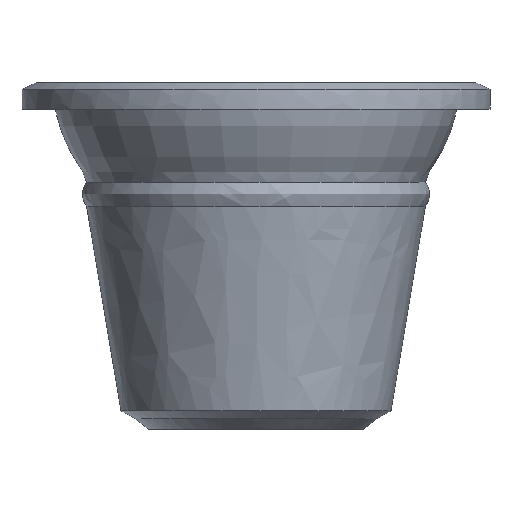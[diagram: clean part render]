
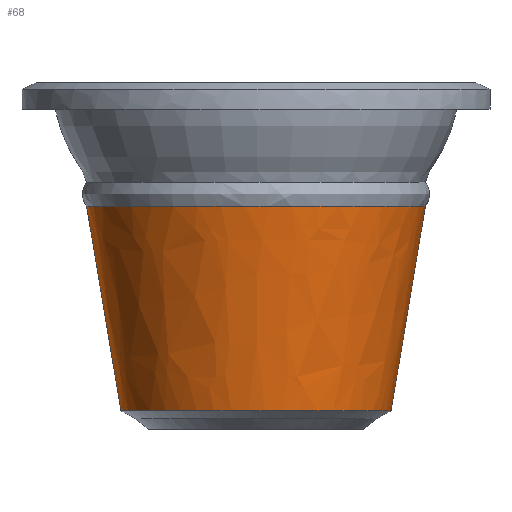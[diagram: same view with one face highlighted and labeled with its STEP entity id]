
A CAD part, front view. The second image highlights one B-rep face of the part: STEP entity #68.
In plain terms, the highlighted free-form (B-spline) face has degree [2, 3] with [5, 4] control points.
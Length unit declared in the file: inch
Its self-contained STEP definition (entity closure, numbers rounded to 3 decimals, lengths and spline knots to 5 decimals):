
#68=ADVANCED_FACE('',(#110),#652,.T.);
#110=FACE_OUTER_BOUND('',#166,.T.);
#166=EDGE_LOOP('',(#312,#313,#314,#315));
#312=ORIENTED_EDGE('',*,*,#454,.T.);
#313=ORIENTED_EDGE('',*,*,#438,.F.);
#314=ORIENTED_EDGE('',*,*,#437,.F.);
#315=ORIENTED_EDGE('',*,*,#453,.F.);
#437=EDGE_CURVE('',#608,#609,#535,.T.);
#438=EDGE_CURVE('',#609,#618,#536,.T.);
#453=EDGE_CURVE('',#617,#608,#551,.T.);
#454=EDGE_CURVE('',#617,#618,#552,.T.);
#535=(
BOUNDED_CURVE()
B_SPLINE_CURVE(3,(#1665,#1666,#1667,#1668),.UNSPECIFIED.,.F.,.F.)
B_SPLINE_CURVE_WITH_KNOTS((4,4),(0.,2.23229),.UNSPECIFIED.)
CURVE()
GEOMETRIC_REPRESENTATION_ITEM()
RATIONAL_B_SPLINE_CURVE((1.,1.,1.,1.))
REPRESENTATION_ITEM('')
);
#536=(
BOUNDED_CURVE()
B_SPLINE_CURVE(2,(#1669,#1670,#1671,#1672,#1673),.UNSPECIFIED.,.F.,.F.)
B_SPLINE_CURVE_WITH_KNOTS((3,2,3),(-11.30973,-8.4823,
-5.65487),.UNSPECIFIED.)
CURVE()
GEOMETRIC_REPRESENTATION_ITEM()
RATIONAL_B_SPLINE_CURVE((1.,0.707,1.,0.707,1.))
REPRESENTATION_ITEM('')
);
#551=(
BOUNDED_CURVE()
B_SPLINE_CURVE(2,(#1740,#1741,#1742,#1743,#1744),.UNSPECIFIED.,.F.,.F.)
B_SPLINE_CURVE_WITH_KNOTS((3,2,3),(4.51133,6.76699,9.02265),
 .UNSPECIFIED.)
CURVE()
GEOMETRIC_REPRESENTATION_ITEM()
RATIONAL_B_SPLINE_CURVE((1.,0.707,1.,0.707,1.))
REPRESENTATION_ITEM('')
);
#552=(
BOUNDED_CURVE()
B_SPLINE_CURVE(3,(#1745,#1746,#1747,#1748),.UNSPECIFIED.,.F.,.F.)
B_SPLINE_CURVE_WITH_KNOTS((4,4),(0.,2.23229),.UNSPECIFIED.)
CURVE()
GEOMETRIC_REPRESENTATION_ITEM()
RATIONAL_B_SPLINE_CURVE((1.,1.,1.,1.))
REPRESENTATION_ITEM('')
);
#608=VERTEX_POINT('',#1626);
#609=VERTEX_POINT('',#1627);
#617=VERTEX_POINT('',#1635);
#618=VERTEX_POINT('',#1636);
#652=(
BOUNDED_SURFACE()
B_SPLINE_SURFACE(2,3,((#1314,#1315,#1316,#1317),(#1318,#1319,#1320,#1321),
(#1322,#1323,#1324,#1325),(#1326,#1327,#1328,#1329),(#1330,#1331,#1332,
#1333)),.UNSPECIFIED.,.F.,.F.,.F.)
B_SPLINE_SURFACE_WITH_KNOTS((3,2,3),(4,4),(-11.30973,-8.4823,
-5.65487),(0.,2.23229),.UNSPECIFIED.)
GEOMETRIC_REPRESENTATION_ITEM()
RATIONAL_B_SPLINE_SURFACE(((1.,1.,1.,1.),(0.707,0.707,
0.707,0.707),(1.,1.,1.,1.),(0.707,0.707,
0.707,0.707),(1.,1.,1.,1.)))
REPRESENTATION_ITEM('')
SURFACE()
);
#1314=CARTESIAN_POINT('',(3.13822,1.75441,0.17887));
#1315=CARTESIAN_POINT('',(3.25955,1.75518,0.90291));
#1316=CARTESIAN_POINT('',(3.38089,1.75595,1.62696));
#1317=CARTESIAN_POINT('',(3.50222,1.75672,2.351));
#1318=CARTESIAN_POINT('',(3.14734,0.31844,0.17887));
#1319=CARTESIAN_POINT('',(3.26944,0.19787,0.90291));
#1320=CARTESIAN_POINT('',(3.39154,0.07731,1.62696));
#1321=CARTESIAN_POINT('',(3.51364,-0.04325,2.351));
#1322=CARTESIAN_POINT('',(1.71137,0.30932,0.17887));
#1323=CARTESIAN_POINT('',(1.71214,0.18799,0.90291));
#1324=CARTESIAN_POINT('',(1.71291,0.06666,1.62696));
#1325=CARTESIAN_POINT('',(1.71368,-0.05467,2.351));
#1326=CARTESIAN_POINT('',(0.2754,0.3002,0.17887));
#1327=CARTESIAN_POINT('',(0.15484,0.1781,0.90291));
#1328=CARTESIAN_POINT('',(0.03428,0.056,1.62696));
#1329=CARTESIAN_POINT('',(-0.08628,-0.0661,2.351));
#1330=CARTESIAN_POINT('',(0.26628,1.73617,0.17887));
#1331=CARTESIAN_POINT('',(0.14495,1.7354,0.90291));
#1332=CARTESIAN_POINT('',(0.02362,1.73463,1.62696));
#1333=CARTESIAN_POINT('',(-0.09771,1.73386,2.351));
#1626=CARTESIAN_POINT('',(3.13822,1.75441,0.17887));
#1627=CARTESIAN_POINT('',(3.50222,1.75672,2.351));
#1635=CARTESIAN_POINT('',(0.26628,1.73617,0.17887));
#1636=CARTESIAN_POINT('',(-0.09771,1.73386,2.351));
#1665=CARTESIAN_POINT('',(3.13822,1.75441,0.17887));
#1666=CARTESIAN_POINT('',(3.25955,1.75518,0.90291));
#1667=CARTESIAN_POINT('',(3.38089,1.75595,1.62696));
#1668=CARTESIAN_POINT('',(3.50222,1.75672,2.351));
#1669=CARTESIAN_POINT('',(3.50222,1.75672,2.351));
#1670=CARTESIAN_POINT('',(3.51364,-0.04325,2.351));
#1671=CARTESIAN_POINT('',(1.71368,-0.05467,2.351));
#1672=CARTESIAN_POINT('',(-0.08628,-0.0661,2.351));
#1673=CARTESIAN_POINT('',(-0.09771,1.73386,2.351));
#1740=CARTESIAN_POINT('',(0.26628,1.73617,0.17887));
#1741=CARTESIAN_POINT('',(0.2754,0.3002,0.17887));
#1742=CARTESIAN_POINT('',(1.71137,0.30932,0.17887));
#1743=CARTESIAN_POINT('',(3.14734,0.31844,0.17887));
#1744=CARTESIAN_POINT('',(3.13822,1.75441,0.17887));
#1745=CARTESIAN_POINT('',(0.26628,1.73617,0.17887));
#1746=CARTESIAN_POINT('',(0.14495,1.7354,0.90291));
#1747=CARTESIAN_POINT('',(0.02362,1.73463,1.62696));
#1748=CARTESIAN_POINT('',(-0.09771,1.73386,2.351));
